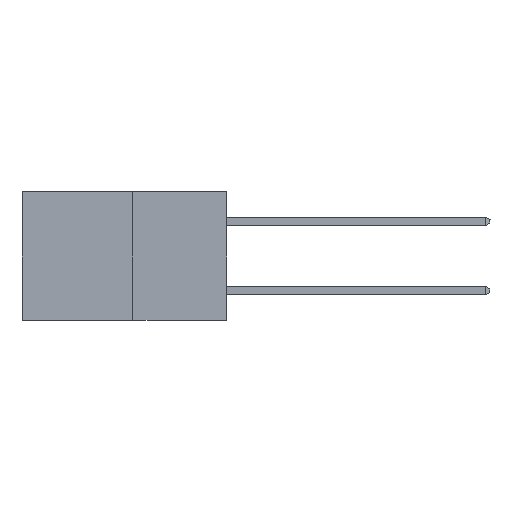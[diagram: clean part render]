
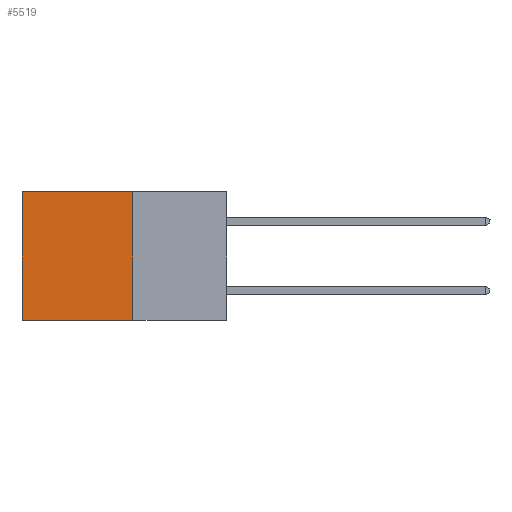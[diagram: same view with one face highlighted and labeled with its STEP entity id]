
A CAD part, left-side view. The second image highlights one B-rep face of the part: STEP entity #5519.
In plain terms, the highlighted planar face has unit normal (-1, 0, 0).
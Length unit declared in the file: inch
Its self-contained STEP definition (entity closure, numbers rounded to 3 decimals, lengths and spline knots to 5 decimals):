
#353 = EDGE_LOOP ( 'NONE', ( #30224, #16788, #8462, #15375 ) ) ;
#500 = EDGE_CURVE ( 'NONE', #4371, #7036, #15582, .T. ) ;
#2548 = EDGE_CURVE ( 'NONE', #21552, #4371, #19614, .T. ) ;
#4371 = VERTEX_POINT ( 'NONE', #26197 ) ;
#4975 = LINE ( 'NONE', #28661, #18384 ) ;
#5519 = ADVANCED_FACE ( 'NONE', ( #20288 ), #16666, .F. ) ;
#7036 = VERTEX_POINT ( 'NONE', #18954 ) ;
#7855 = LINE ( 'NONE', #29470, #15807 ) ;
#8462 = ORIENTED_EDGE ( 'NONE', *, *, #9198, .F. ) ;
#9198 = EDGE_CURVE ( 'NONE', #21552, #21460, #7855, .T. ) ;
#12510 = VECTOR ( 'NONE', #22765, 39.37008 ) ;
#13406 = DIRECTION ( 'NONE',  ( 0., 0., -1. ) ) ;
#15088 = CARTESIAN_POINT ( 'NONE',  ( 0.277, 0.59, -0.37 ) ) ;
#15375 = ORIENTED_EDGE ( 'NONE', *, *, #2548, .T. ) ;
#15582 = LINE ( 'NONE', #15088, #30700 ) ;
#15716 = AXIS2_PLACEMENT_3D ( 'NONE', #16591, #16413, #16407 ) ;
#15807 = VECTOR ( 'NONE', #13406, 39.37008 ) ;
#16407 = DIRECTION ( 'NONE',  ( 0., 0., -1. ) ) ;
#16413 = DIRECTION ( 'NONE',  ( 1., 0., 0. ) ) ;
#16591 = CARTESIAN_POINT ( 'NONE',  ( 0.277, 0.27, -0.37 ) ) ;
#16666 = PLANE ( 'NONE',  #15716 ) ;
#16788 = ORIENTED_EDGE ( 'NONE', *, *, #33004, .F. ) ;
#18384 = VECTOR ( 'NONE', #31221, 39.37008 ) ;
#18954 = CARTESIAN_POINT ( 'NONE',  ( 0.277, 0.59, -0.37 ) ) ;
#19614 = LINE ( 'NONE', #25647, #12510 ) ;
#20288 = FACE_OUTER_BOUND ( 'NONE', #353, .T. ) ;
#21460 = VERTEX_POINT ( 'NONE', #30335 ) ;
#21552 = VERTEX_POINT ( 'NONE', #25398 ) ;
#22765 = DIRECTION ( 'NONE',  ( 0., 1., 0. ) ) ;
#25398 = CARTESIAN_POINT ( 'NONE',  ( 0.277, 0.27, 0. ) ) ;
#25647 = CARTESIAN_POINT ( 'NONE',  ( 0.277, 0.27, 0. ) ) ;
#26197 = CARTESIAN_POINT ( 'NONE',  ( 0.277, 0.59, 0. ) ) ;
#28661 = CARTESIAN_POINT ( 'NONE',  ( 0.277, 0.27, -0.37 ) ) ;
#29470 = CARTESIAN_POINT ( 'NONE',  ( 0.277, 0.27, -0.37 ) ) ;
#30224 = ORIENTED_EDGE ( 'NONE', *, *, #500, .T. ) ;
#30335 = CARTESIAN_POINT ( 'NONE',  ( 0.277, 0.27, -0.37 ) ) ;
#30700 = VECTOR ( 'NONE', #31622, 39.37008 ) ;
#31221 = DIRECTION ( 'NONE',  ( 0., 1., 0. ) ) ;
#31622 = DIRECTION ( 'NONE',  ( 0., 0., -1. ) ) ;
#33004 = EDGE_CURVE ( 'NONE', #21460, #7036, #4975, .T. ) ;
